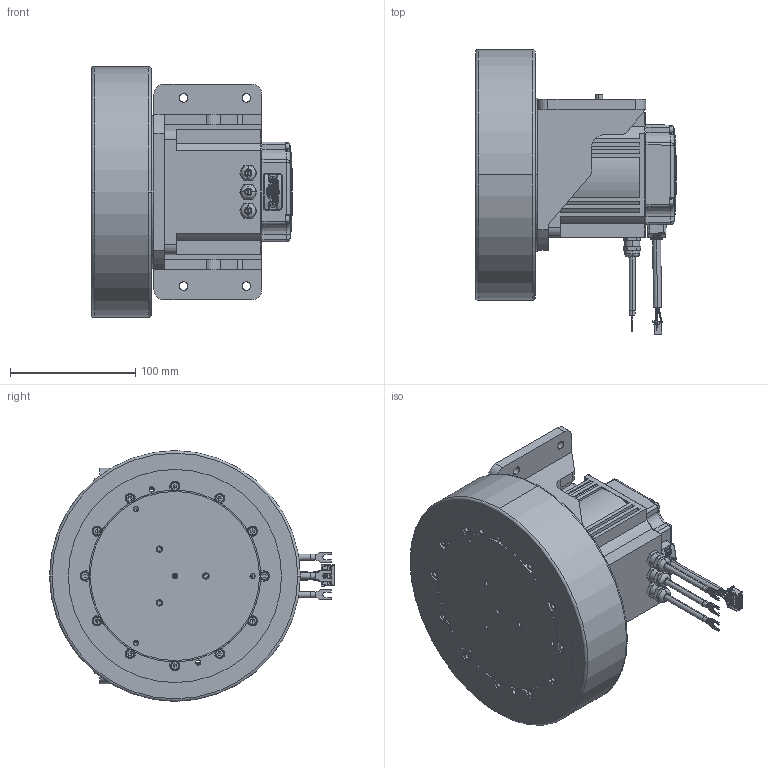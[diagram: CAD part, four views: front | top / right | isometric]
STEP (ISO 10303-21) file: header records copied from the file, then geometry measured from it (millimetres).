
FILE_DESCRIPTION((''),'2;1');
FILE_NAME('SM1002GSL-YCY-NNV-W04_ASM','2023-08-21T19:46:54',('ms28071'),(''),'CREO PARAMETRIC BY PTC INC, 2018100','CREO PARAMETRIC BY PTC INC, 2018100','');
FILE_SCHEMA(('CONFIG_CONTROL_DESIGN'));
Length unit declared in the file: millimetre
Products named in the file (20): 4294404002230_GB_CROSS_SCREWS_2; 4219120100596_A1_1_2_3; _1_2_300; 4713101003XXX-A0-0525_1_2_3; 3698154000285__1_30004; 4294404000871_M3X10_1_2; 4294404003891_A0_1_2_3; 4693220001002_1_2_3; 4219120100722_A1_1_2_3; 4294404000858_GB_CROSS_SCREWS_2; 4294404003789_A0_1_2_3; 5016461600_1_2_3; 100SVE04202-1000C-003; _1_2_30002; 4219122001295_1_2_3; 4619121305633_1_2_3; 4219120000652_A2_1_2_3; 100SV04202-1000C-003-GRX; SM1002GSL-YCY-NNV-W04_1_ASM; SM1002GSL-YCY-NNV-W04_ASM
Assembly tree (28 placements, depth 3):
  SM1002GSL-YCY-NNV-W04_ASM
    SM1002GSL-YCY-NNV-W04_1_ASM
      4294404002230_GB_CROSS_SCREWS_2  x2
      4219120100596_A1_1_2_3
      _1_2_300  x3
      4713101003XXX-A0-0525_1_2_3
      3698154000285__1_30004
      4294404000871_M3X10_1_2  x2
      4294404003891_A0_1_2_3  x2
      4693220001002_1_2_3
      4219120100722_A1_1_2_3
      4294404000858_GB_CROSS_SCREWS_2  x2
      4294404003789_A0_1_2_3  x4
      5016461600_1_2_3
      100SVE04202-1000C-003
      _1_2_30002
      4219122001295_1_2_3
      4619121305633_1_2_3
      4219120000652_A2_1_2_3
      100SV04202-1000C-003-GRX
Bounding box: 160.2 x 227.29 x 200 mm (x, y, z)
Volume: 57940.5 mm3; surface area: 379365.7 mm2
Topology: 24 solids, 185 shells, 3323 faces, 9857 edges, 6716 vertices
Faces by surface type: plane 2168, cylinder 703, cone 203, torus 147, bspline 59, sphere 26, extrusion 17
Entity records: 111024 total; most frequent: CARTESIAN_POINT 28097, DIRECTION 16588, ORIENTED_EDGE 16266, EDGE_CURVE 9256, VECTOR 6454, LINE 6437, VERTEX_POINT 6378, AXIS2_PLACEMENT_3D 5067
